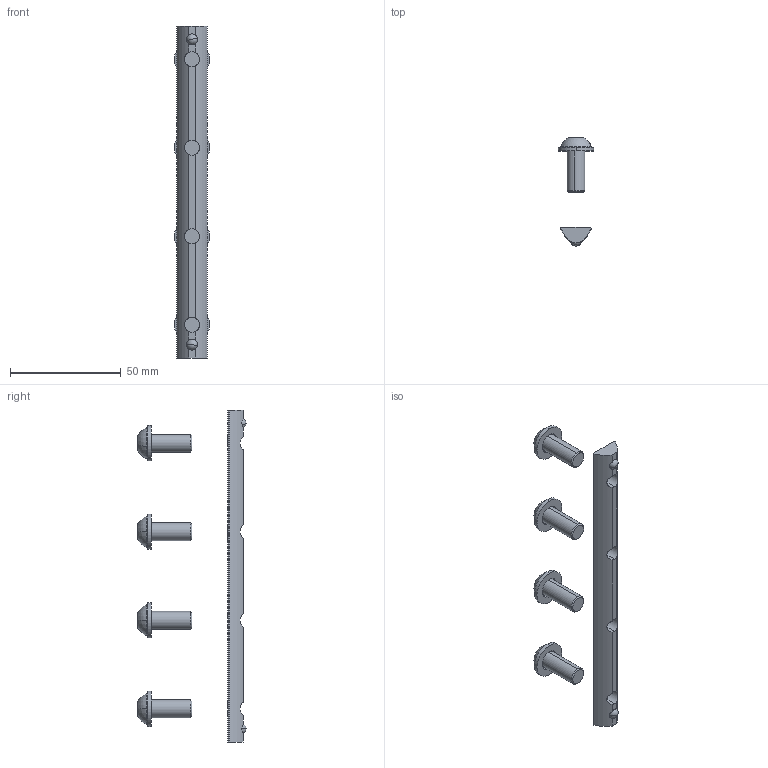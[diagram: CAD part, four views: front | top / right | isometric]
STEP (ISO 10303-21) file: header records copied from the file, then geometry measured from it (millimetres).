
FILE_DESCRIPTION (( 'STEP AP214' ), '1' );
FILE_NAME ('new products096000s83.step', '2017-09-26T12:37:53', ( '' ), ( '' ), 'SwSTEP 2.0', 'SolidWorks 2017', '' );
FILE_SCHEMA (( 'AUTOMOTIVE_DESIGN' ));
Length unit declared in the file: millimetre
Products named in the file (7): lens head screw DIN 7380 M8x20 -10.9_ISO 7380 - M4 x 8 --- 8N; Washer ISO 7090-8-200 HV_Washer DIN 125 - A 8; 096000S82_Standard; 340me007_Standard; 340me083_Feder belastet; 096000s82R01_Standard; new products096000s83
Assembly tree (14 placements, depth 3):
  new products096000s83
    096000S82_Standard
      096000s82R01_Standard
      340me083_Feder belastet  x2
      340me007_Standard  x2
    Washer ISO 7090-8-200 HV_Washer DIN 125 - A 8  x4
    lens head screw DIN 7380 M8x20 -10.9_ISO 7380 - M4 x 8 --- 8N  x4
Bounding box: 16 x 48.87 x 150 mm (x, y, z)
Volume: 15759.8 mm3; surface area: 11283.9 mm2
Topology: 13 solids, 13 shells, 175 faces, 419 edges, 262 vertices
Faces by surface type: plane 62, cylinder 49, cone 28, torus 20, sphere 12, bspline 4
Entity records: 3373 total; most frequent: CARTESIAN_POINT 1102, DIRECTION 445, ORIENTED_EDGE 374, EDGE_CURVE 187, AXIS2_PLACEMENT_3D 187, VERTEX_POINT 120, CIRCLE 98, EDGE_LOOP 83
